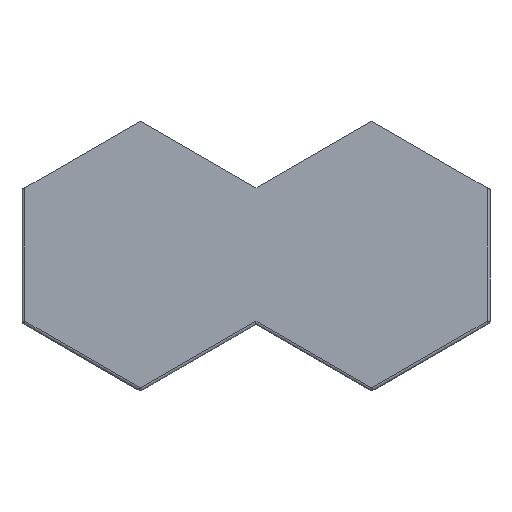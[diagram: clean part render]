
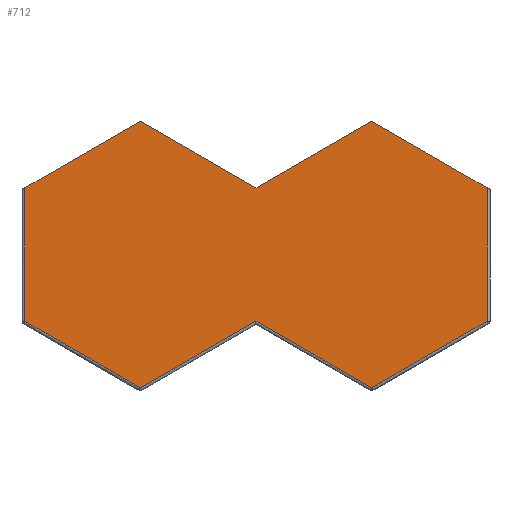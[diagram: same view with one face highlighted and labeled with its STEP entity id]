
A CAD part, front view. The second image highlights one B-rep face of the part: STEP entity #712.
In plain terms, the highlighted planar face has unit normal (0, -1, 0).
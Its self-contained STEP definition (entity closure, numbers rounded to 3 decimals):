
#386 = VERTEX_POINT('',#387);
#387 = CARTESIAN_POINT('',(78.289,-117.4,67.8));
#394 = EDGE_CURVE('',#386,#395,#397,.T.);
#395 = VERTEX_POINT('',#396);
#396 = CARTESIAN_POINT('',(39.144,-117.4,90.4));
#397 = LINE('',#398,#399);
#398 = CARTESIAN_POINT('',(78.289,-117.4,67.8));
#399 = VECTOR('',#400,1.);
#400 = DIRECTION('',(-0.866,0.,0.5));
#420 = EDGE_CURVE('',#395,#421,#423,.T.);
#421 = VERTEX_POINT('',#422);
#422 = CARTESIAN_POINT('',(0.,-117.4,67.8));
#423 = LINE('',#424,#425);
#424 = CARTESIAN_POINT('',(39.144,-117.4,90.4));
#425 = VECTOR('',#426,1.);
#426 = DIRECTION('',(-0.866,0.,-0.5));
#445 = EDGE_CURVE('',#421,#446,#448,.T.);
#446 = VERTEX_POINT('',#447);
#447 = CARTESIAN_POINT('',(-39.144,-117.4,90.4));
#448 = LINE('',#449,#450);
#449 = CARTESIAN_POINT('',(0.,-117.4,67.8));
#450 = VECTOR('',#451,1.);
#451 = DIRECTION('',(-0.866,0.,0.5));
#472 = EDGE_CURVE('',#446,#473,#475,.T.);
#473 = VERTEX_POINT('',#474);
#474 = CARTESIAN_POINT('',(-78.289,-117.4,67.8));
#475 = LINE('',#476,#477);
#476 = CARTESIAN_POINT('',(-39.144,-117.4,90.4));
#477 = VECTOR('',#478,1.);
#478 = DIRECTION('',(-0.866,0.,-0.5));
#576 = EDGE_CURVE('',#473,#577,#579,.T.);
#577 = VERTEX_POINT('',#578);
#578 = CARTESIAN_POINT('',(-78.289,-117.4,22.6));
#579 = LINE('',#580,#581);
#580 = CARTESIAN_POINT('',(-78.289,-117.4,67.8));
#581 = VECTOR('',#582,1.);
#582 = DIRECTION('',(0.,0.,-1.));
#712 = ADVANCED_FACE('',(#713),#758,.F.);
#713 = FACE_BOUND('',#714,.F.);
#714 = EDGE_LOOP('',(#715,#716,#717,#718,#726,#734,#742,#750,#756,#757)
  );
#715 = ORIENTED_EDGE('',*,*,#445,.F.);
#716 = ORIENTED_EDGE('',*,*,#420,.F.);
#717 = ORIENTED_EDGE('',*,*,#394,.F.);
#718 = ORIENTED_EDGE('',*,*,#719,.F.);
#719 = EDGE_CURVE('',#720,#386,#722,.T.);
#720 = VERTEX_POINT('',#721);
#721 = CARTESIAN_POINT('',(78.289,-117.4,22.6));
#722 = LINE('',#723,#724);
#723 = CARTESIAN_POINT('',(78.289,-117.4,22.6));
#724 = VECTOR('',#725,1.);
#725 = DIRECTION('',(0.,0.,1.));
#726 = ORIENTED_EDGE('',*,*,#727,.F.);
#727 = EDGE_CURVE('',#728,#720,#730,.T.);
#728 = VERTEX_POINT('',#729);
#729 = CARTESIAN_POINT('',(39.144,-117.4,0.));
#730 = LINE('',#731,#732);
#731 = CARTESIAN_POINT('',(39.144,-117.4,0.));
#732 = VECTOR('',#733,1.);
#733 = DIRECTION('',(0.866,0.,0.5));
#734 = ORIENTED_EDGE('',*,*,#735,.F.);
#735 = EDGE_CURVE('',#736,#728,#738,.T.);
#736 = VERTEX_POINT('',#737);
#737 = CARTESIAN_POINT('',(0.,-117.4,22.6));
#738 = LINE('',#739,#740);
#739 = CARTESIAN_POINT('',(0.,-117.4,22.6));
#740 = VECTOR('',#741,1.);
#741 = DIRECTION('',(0.866,0.,-0.5));
#742 = ORIENTED_EDGE('',*,*,#743,.F.);
#743 = EDGE_CURVE('',#744,#736,#746,.T.);
#744 = VERTEX_POINT('',#745);
#745 = CARTESIAN_POINT('',(-39.144,-117.4,0.));
#746 = LINE('',#747,#748);
#747 = CARTESIAN_POINT('',(-39.144,-117.4,0.));
#748 = VECTOR('',#749,1.);
#749 = DIRECTION('',(0.866,0.,0.5));
#750 = ORIENTED_EDGE('',*,*,#751,.F.);
#751 = EDGE_CURVE('',#577,#744,#752,.T.);
#752 = LINE('',#753,#754);
#753 = CARTESIAN_POINT('',(-78.289,-117.4,22.6));
#754 = VECTOR('',#755,1.);
#755 = DIRECTION('',(0.866,0.,-0.5));
#756 = ORIENTED_EDGE('',*,*,#576,.F.);
#757 = ORIENTED_EDGE('',*,*,#472,.F.);
#758 = PLANE('',#759);
#759 = AXIS2_PLACEMENT_3D('',#760,#761,#762);
#760 = CARTESIAN_POINT('',(0.,-117.4,45.2));
#761 = DIRECTION('',(0.,1.,0.));
#762 = DIRECTION('',(0.,0.,1.));
